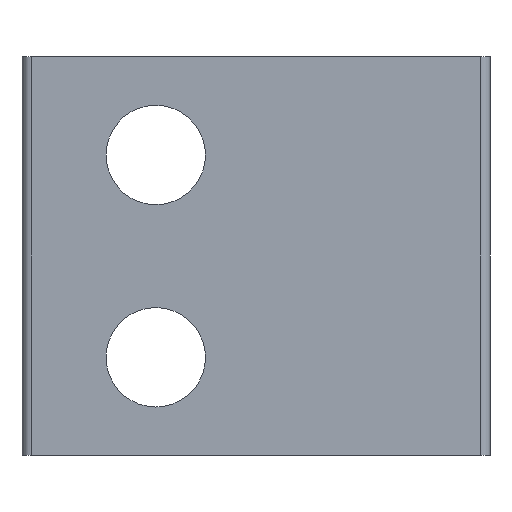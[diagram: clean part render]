
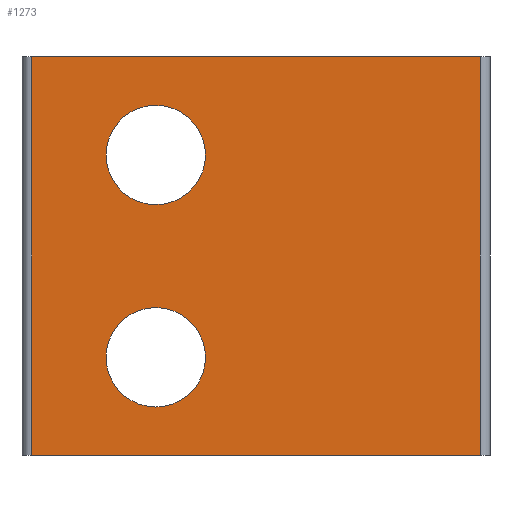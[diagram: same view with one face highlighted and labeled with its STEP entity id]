
A CAD part, front view. The second image highlights one B-rep face of the part: STEP entity #1273.
In plain terms, the highlighted planar face has unit normal (0, -1, 0).
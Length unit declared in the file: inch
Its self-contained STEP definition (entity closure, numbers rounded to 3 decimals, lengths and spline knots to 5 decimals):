
#42=FACE_BOUND('',#427,.T.);
#43=FACE_BOUND('',#428,.T.);
#88=PLANE('',#1391);
#182=LINE('',#6617,#244);
#184=LINE('',#6628,#246);
#188=LINE('',#6639,#250);
#189=LINE('',#6642,#251);
#244=VECTOR('',#1655,1.407);
#246=VECTOR('',#1669,1.25);
#250=VECTOR('',#1681,1.25);
#251=VECTOR('',#1686,1.407);
#326=FACE_OUTER_BOUND('',#426,.T.);
#426=EDGE_LOOP('',(#1110,#1111,#1112,#1113));
#427=EDGE_LOOP('',(#1114));
#428=EDGE_LOOP('',(#1115));
#488=CIRCLE('',#1332,0.156);
#490=CIRCLE('',#1335,0.156);
#580=VERTEX_POINT('',#6253);
#582=VERTEX_POINT('',#6258);
#622=VERTEX_POINT('',#6614);
#623=VERTEX_POINT('',#6616);
#626=VERTEX_POINT('',#6626);
#629=VERTEX_POINT('',#6638);
#724=EDGE_CURVE('',#580,#580,#488,.T.);
#726=EDGE_CURVE('',#582,#582,#490,.T.);
#782=EDGE_CURVE('',#623,#622,#182,.T.);
#788=EDGE_CURVE('',#626,#622,#184,.T.);
#793=EDGE_CURVE('',#623,#629,#188,.T.);
#795=EDGE_CURVE('',#626,#629,#189,.T.);
#1110=ORIENTED_EDGE('',*,*,#788,.F.);
#1111=ORIENTED_EDGE('',*,*,#795,.T.);
#1112=ORIENTED_EDGE('',*,*,#793,.F.);
#1113=ORIENTED_EDGE('',*,*,#782,.T.);
#1114=ORIENTED_EDGE('',*,*,#724,.T.);
#1115=ORIENTED_EDGE('',*,*,#726,.T.);
#1273=ADVANCED_FACE('',(#326,#42,#43),#88,.T.);
#1332=AXIS2_PLACEMENT_3D('',#6254,#1539,#1540);
#1335=AXIS2_PLACEMENT_3D('',#6259,#1545,#1546);
#1391=AXIS2_PLACEMENT_3D('',#6641,#1684,#1685);
#1539=DIRECTION('center_axis',(0.,1.,0.));
#1540=DIRECTION('ref_axis',(-1.,0.,0.));
#1545=DIRECTION('center_axis',(0.,1.,0.));
#1546=DIRECTION('ref_axis',(-1.,0.,0.));
#1655=DIRECTION('',(1.,0.,0.));
#1669=DIRECTION('',(0.,0.,-1.));
#1681=DIRECTION('',(0.,0.,1.));
#1684=DIRECTION('center_axis',(0.,-1.,0.));
#1685=DIRECTION('ref_axis',(0.,0.,-1.));
#1686=DIRECTION('',(-1.,0.,0.));
#6253=CARTESIAN_POINT('',(-0.1585,0.,-0.943));
#6254=CARTESIAN_POINT('Origin',(-0.3145,0.,-0.943));
#6258=CARTESIAN_POINT('',(-0.1585,0.,-0.308));
#6259=CARTESIAN_POINT('Origin',(-0.3145,0.,-0.308));
#6614=CARTESIAN_POINT('',(0.7035,0.,-1.25));
#6616=CARTESIAN_POINT('',(-0.7035,0.,-1.25));
#6617=CARTESIAN_POINT('',(0.7345,0.,-1.25));
#6626=CARTESIAN_POINT('',(0.7035,0.,0.));
#6628=CARTESIAN_POINT('',(0.7035,0.,0.));
#6638=CARTESIAN_POINT('',(-0.7035,0.,0.));
#6639=CARTESIAN_POINT('',(-0.7035,0.,0.));
#6641=CARTESIAN_POINT('Origin',(-0.7345,0.,0.));
#6642=CARTESIAN_POINT('',(0.7345,0.,0.));
